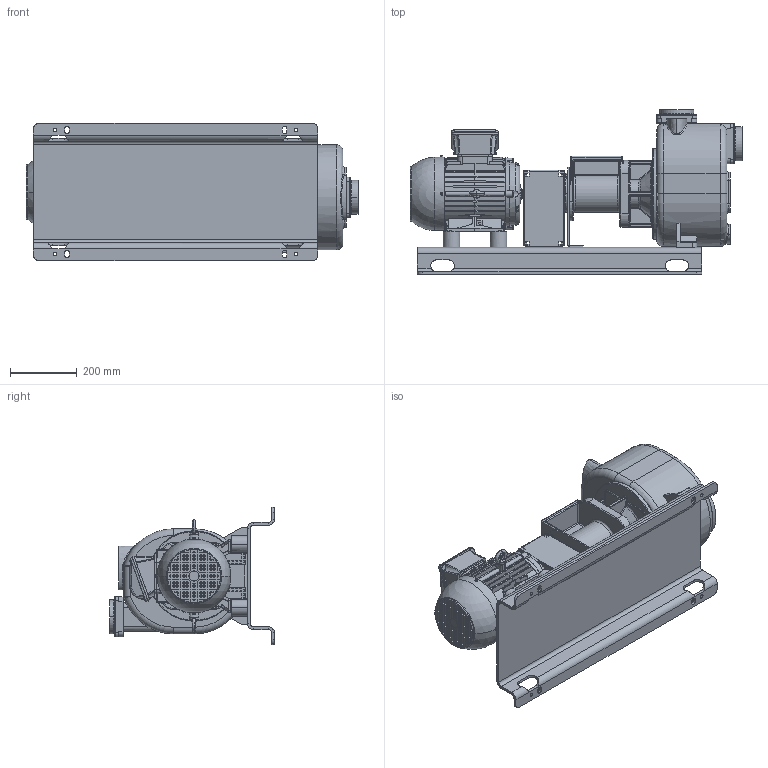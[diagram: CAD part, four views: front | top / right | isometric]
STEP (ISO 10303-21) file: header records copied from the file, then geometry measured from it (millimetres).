
FILE_DESCRIPTION((''),'2;1');
FILE_NAME('S_85_BIT','2014-04-17T',('Nicola'),(''),'PRO/ENGINEER BY PARAMETRIC TECHNOLOGY CORPORATION, 2013320','PRO/ENGINEER BY PARAMETRIC TECHNOLOGY CORPORATION, 2013320','');
FILE_SCHEMA(('CONFIG_CONTROL_DESIGN'));
Products named in the file (1): S_85_BIT
Bounding box: 991.6 x 492 x 410 mm (x, y, z)
Volume: 42476098.3 mm3; surface area: 2544760.8 mm2
Topology: 1 solids, 1 shells, 3704 faces, 9576 edges, 6062 vertices
Faces by surface type: plane 2643, cylinder 446, cone 258, bspline 190, torus 135, sphere 26, extrusion 6
Entity records: 148527 total; most frequent: CARTESIAN_POINT 59975, ORIENTED_EDGE 19124, DIRECTION 16759, EDGE_CURVE 9562, VECTOR 6667, LINE 6661, VERTEX_POINT 6062, AXIS2_PLACEMENT_3D 5046
